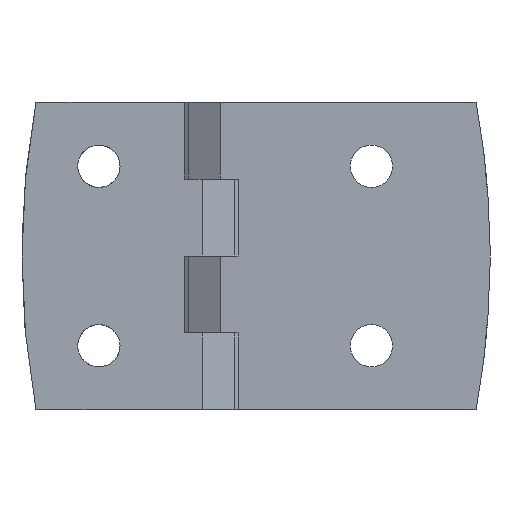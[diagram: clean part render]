
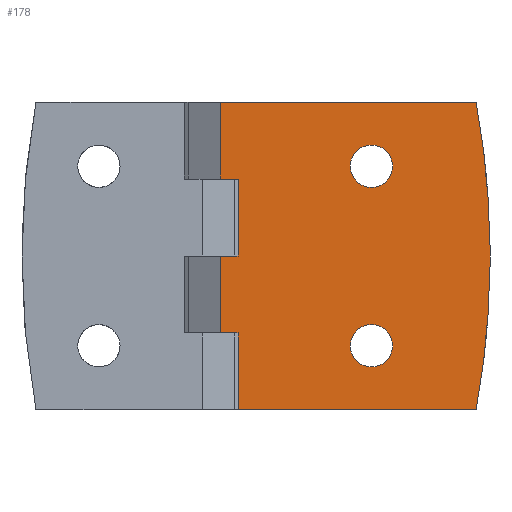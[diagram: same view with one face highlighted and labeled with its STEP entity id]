
A CAD part, front view. The second image highlights one B-rep face of the part: STEP entity #178.
In plain terms, the highlighted planar face has unit normal (0, -1, 0).
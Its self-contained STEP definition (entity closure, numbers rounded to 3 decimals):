
#178 = ADVANCED_FACE( '', ( #347, #348, #349 ), #350, .F. );
#347 = FACE_BOUND( '', #537, .T. );
#348 = FACE_BOUND( '', #538, .T. );
#349 = FACE_OUTER_BOUND( '', #539, .T. );
#350 = PLANE( '', #540 );
#537 = EDGE_LOOP( '', ( #814 ) );
#538 = EDGE_LOOP( '', ( #815 ) );
#539 = EDGE_LOOP( '', ( #816, #817, #818, #819, #820, #821, #822, #823, #824, #825, #826, #827 ) );
#540 = AXIS2_PLACEMENT_3D( '', #828, #829, #830 );
#814 = ORIENTED_EDGE( '', *, *, #1151, .T. );
#815 = ORIENTED_EDGE( '', *, *, #1152, .T. );
#816 = ORIENTED_EDGE( '', *, *, #1153, .T. );
#817 = ORIENTED_EDGE( '', *, *, #1080, .T. );
#818 = ORIENTED_EDGE( '', *, *, #1126, .T. );
#819 = ORIENTED_EDGE( '', *, *, #1140, .T. );
#820 = ORIENTED_EDGE( '', *, *, #1154, .F. );
#821 = ORIENTED_EDGE( '', *, *, #1074, .T. );
#822 = ORIENTED_EDGE( '', *, *, #1146, .F. );
#823 = ORIENTED_EDGE( '', *, *, #1098, .T. );
#824 = ORIENTED_EDGE( '', *, *, #1105, .T. );
#825 = ORIENTED_EDGE( '', *, *, #1137, .F. );
#826 = ORIENTED_EDGE( '', *, *, #1155, .F. );
#827 = ORIENTED_EDGE( '', *, *, #1156, .T. );
#828 = CARTESIAN_POINT( '', ( 1.4, -9., 24. ) );
#829 = DIRECTION( '', ( 0., 1., 0. ) );
#830 = DIRECTION( '', ( 0., 0., 1. ) );
#1074 = EDGE_CURVE( '', #1246, #1244, #1247, .F. );
#1080 = EDGE_CURVE( '', #1250, #1255, #1257, .T. );
#1098 = EDGE_CURVE( '', #1287, #1285, #1288, .T. );
#1105 = EDGE_CURVE( '', #1285, #1297, #1299, .T. );
#1126 = EDGE_CURVE( '', #1255, #1330, #1331, .T. );
#1137 = EDGE_CURVE( '', #1347, #1297, #1348, .T. );
#1140 = EDGE_CURVE( '', #1330, #1351, #1352, .F. );
#1146 = EDGE_CURVE( '', #1287, #1244, #1360, .T. );
#1151 = EDGE_CURVE( '', #1367, #1367, #1368, .T. );
#1152 = EDGE_CURVE( '', #1369, #1369, #1370, .T. );
#1153 = EDGE_CURVE( '', #1371, #1250, #1372, .T. );
#1154 = EDGE_CURVE( '', #1246, #1351, #1373, .T. );
#1155 = EDGE_CURVE( '', #1374, #1347, #1375, .T. );
#1156 = EDGE_CURVE( '', #1374, #1371, #1376, .T. );
#1244 = VERTEX_POINT( '', #1498 );
#1246 = VERTEX_POINT( '', #1501 );
#1247 = CIRCLE( '', #1502, 133.512 );
#1250 = VERTEX_POINT( '', #1506 );
#1255 = VERTEX_POINT( '', #1513 );
#1257 = LINE( '', #1516, #1517 );
#1285 = VERTEX_POINT( '', #1551 );
#1287 = VERTEX_POINT( '', #1554 );
#1288 = LINE( '', #1555, #1556 );
#1297 = VERTEX_POINT( '', #1566 );
#1299 = LINE( '', #1569, #1570 );
#1330 = VERTEX_POINT( '', #1690 );
#1331 = LINE( '', #1691, #1692 );
#1347 = VERTEX_POINT( '', #1794 );
#1348 = LINE( '', #1795, #1796 );
#1351 = VERTEX_POINT( '', #1800 );
#1352 = CIRCLE( '', #1801, 133.512 );
#1360 = LINE( '', #1813, #1814 );
#1367 = VERTEX_POINT( '', #1821 );
#1368 = CIRCLE( '', #1822, 3.3 );
#1369 = VERTEX_POINT( '', #1823 );
#1370 = CIRCLE( '', #1824, 3.3 );
#1371 = VERTEX_POINT( '', #1825 );
#1372 = LINE( '', #1826, #1827 );
#1373 = LINE( '', #1828, #1829 );
#1374 = VERTEX_POINT( '', #1830 );
#1375 = LINE( '', #1831, #1832 );
#1376 = LINE( '', #1833, #1834 );
#1498 = CARTESIAN_POINT( '', ( 41.325, -9., 24. ) );
#1501 = CARTESIAN_POINT( '', ( 43.49, -9., 1.634 ) );
#1502 = AXIS2_PLACEMENT_3D( '', #2127, #2128, #2129 );
#1506 = CARTESIAN_POINT( '', ( 4.2, -9., -12. ) );
#1513 = CARTESIAN_POINT( '', ( 4.2, -9., -24. ) );
#1516 = CARTESIAN_POINT( '', ( 4.2, -9., 24. ) );
#1517 = VECTOR( '', #2134, 1000. );
#1551 = CARTESIAN_POINT( '', ( 1.4, -9., 12. ) );
#1554 = CARTESIAN_POINT( '', ( 1.4, -9., 24. ) );
#1555 = CARTESIAN_POINT( '', ( 1.4, -9., 24. ) );
#1556 = VECTOR( '', #2157, 1000. );
#1566 = CARTESIAN_POINT( '', ( 4.2, -9., 12. ) );
#1569 = CARTESIAN_POINT( '', ( 1.4, -9., 12. ) );
#1570 = VECTOR( '', #2169, 1000. );
#1690 = CARTESIAN_POINT( '', ( 41.325, -9., -24. ) );
#1691 = CARTESIAN_POINT( '', ( 1.4, -9., -24. ) );
#1692 = VECTOR( '', #2199, 1000. );
#1794 = CARTESIAN_POINT( '', ( 4.2, -9., 0. ) );
#1795 = CARTESIAN_POINT( '', ( 4.2, -9., 24. ) );
#1796 = VECTOR( '', #2214, 1000. );
#1800 = CARTESIAN_POINT( '', ( 43.49, -9., -1.634 ) );
#1801 = AXIS2_PLACEMENT_3D( '', #2216, #2217, #2218 );
#1813 = CARTESIAN_POINT( '', ( 1.4, -9., 24. ) );
#1814 = VECTOR( '', #2226, 1000. );
#1821 = CARTESIAN_POINT( '', ( 25., -9., -10.7 ) );
#1822 = AXIS2_PLACEMENT_3D( '', #2233, #2234, #2235 );
#1823 = CARTESIAN_POINT( '', ( 25., -9., 17.3 ) );
#1824 = AXIS2_PLACEMENT_3D( '', #2236, #2237, #2238 );
#1825 = CARTESIAN_POINT( '', ( 1.4, -9., -12. ) );
#1826 = CARTESIAN_POINT( '', ( 1.4, -9., -12. ) );
#1827 = VECTOR( '', #2239, 1000. );
#1828 = CARTESIAN_POINT( '', ( 43.49, -9., 24. ) );
#1829 = VECTOR( '', #2240, 1000. );
#1830 = CARTESIAN_POINT( '', ( 1.4, -9., 0. ) );
#1831 = CARTESIAN_POINT( '', ( 1.4, -9., 0. ) );
#1832 = VECTOR( '', #2241, 1000. );
#1833 = CARTESIAN_POINT( '', ( 1.4, -9., 24. ) );
#1834 = VECTOR( '', #2242, 1000. );
#2127 = CARTESIAN_POINT( '', ( -90.012, -9., 0. ) );
#2128 = DIRECTION( '', ( 0., 1., 0. ) );
#2129 = DIRECTION( '', ( 0., 0., 1. ) );
#2134 = DIRECTION( '', ( 0., 0., -1. ) );
#2157 = DIRECTION( '', ( 0., 0., -1. ) );
#2169 = DIRECTION( '', ( 1., 0., 0. ) );
#2199 = DIRECTION( '', ( 1., 0., 0. ) );
#2214 = DIRECTION( '', ( 0., 0., 1. ) );
#2216 = CARTESIAN_POINT( '', ( -90.012, -9., 0. ) );
#2217 = DIRECTION( '', ( 0., 1., 0. ) );
#2218 = DIRECTION( '', ( 0., 0., 1. ) );
#2226 = DIRECTION( '', ( 1., 0., 0. ) );
#2233 = CARTESIAN_POINT( '', ( 25., -9., -14. ) );
#2234 = DIRECTION( '', ( 0., 1., 0. ) );
#2235 = DIRECTION( '', ( 0., 0., 1. ) );
#2236 = CARTESIAN_POINT( '', ( 25., -9., 14. ) );
#2237 = DIRECTION( '', ( 0., 1., 0. ) );
#2238 = DIRECTION( '', ( 0., 0., 1. ) );
#2239 = DIRECTION( '', ( 1., 0., 0. ) );
#2240 = DIRECTION( '', ( 0., 0., -1. ) );
#2241 = DIRECTION( '', ( 1., 0., 0. ) );
#2242 = DIRECTION( '', ( 0., 0., -1. ) );
